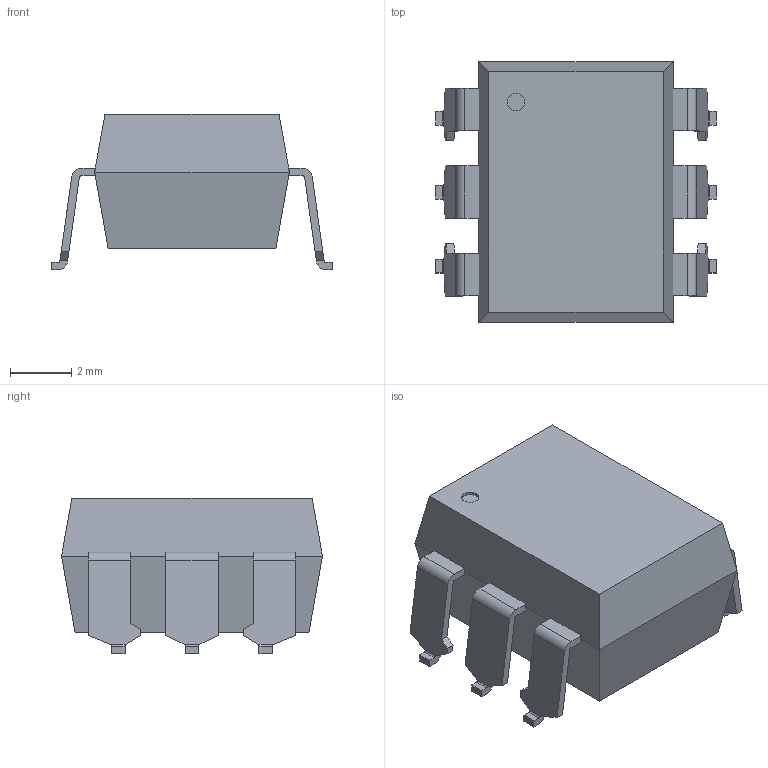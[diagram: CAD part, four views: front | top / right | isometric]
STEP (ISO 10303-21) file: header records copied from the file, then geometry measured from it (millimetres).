
FILE_DESCRIPTION(('FreeCAD Model'),'2;1');
FILE_NAME('H11AA1SR2VM007_cp.step','2020-10-10T19:30:37',('kicad StepUp'),('ksu MCAD'), 'Open CASCADE STEP processor 7.4','FreeCAD','Unknown');
FILE_SCHEMA(('AUTOMOTIVE_DESIGN { 1 0 10303 214 1 1 1 1 }'));
Length unit declared in the file: millimetre
Products named in the file (1): H11AA1SR2VM007_cp
Bounding box: 9.16 x 8.51 x 5.08 mm (x, y, z)
Volume: 220.1 mm3; surface area: 292.8 mm2
Topology: 7 solids, 7 shells, 135 faces, 344 edges, 224 vertices
Faces by surface type: plane 109, cylinder 26
Entity records: 4968 total; most frequent: CARTESIAN_POINT 704, ORIENTED_EDGE 688, DIRECTION 668, EDGE_CURVE 344, LINE 292, VECTOR 292, VERTEX_POINT 224, AXIS2_PLACEMENT_3D 188
